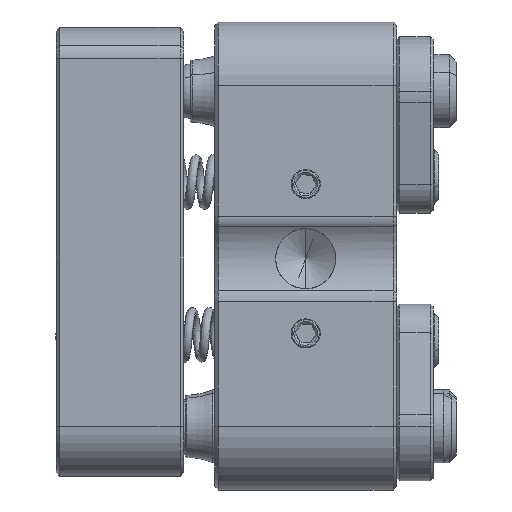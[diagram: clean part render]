
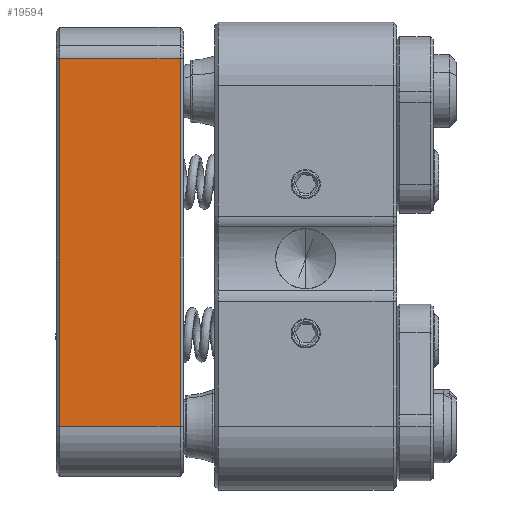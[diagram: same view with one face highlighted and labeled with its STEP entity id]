
A CAD part, front view. The second image highlights one B-rep face of the part: STEP entity #19594.
In plain terms, the highlighted planar face has unit normal (0, -1, 0).
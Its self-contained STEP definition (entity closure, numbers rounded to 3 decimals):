
#5 = CARTESIAN_POINT ( 'NONE',  ( -12.169, -11.95, -11.95 ) ) ;
#751 = ORIENTED_EDGE ( 'NONE', *, *, #20570, .T. ) ;
#763 = VERTEX_POINT ( 'NONE', #14088 ) ;
#1027 = EDGE_CURVE ( 'NONE', #763, #11999, #10079, .T. ) ;
#3109 = CARTESIAN_POINT ( 'NONE',  ( -11.969, -11.95, 10.985 ) ) ;
#4444 = CARTESIAN_POINT ( 'NONE',  ( -11.969, -11.95, -9.2 ) ) ;
#5038 = DIRECTION ( 'NONE',  ( 0., 0., 1. ) ) ;
#5176 = FACE_OUTER_BOUND ( 'NONE', #19375, .T. ) ;
#6821 = CARTESIAN_POINT ( 'NONE',  ( -12.169, -11.95, 10.985 ) ) ;
#7698 = DIRECTION ( 'NONE',  ( 0., -1., 0. ) ) ;
#8698 = VECTOR ( 'NONE', #14062, 1000. ) ;
#9309 = EDGE_CURVE ( 'NONE', #26285, #17087, #30666, .T. ) ;
#10040 = LINE ( 'NONE', #3109, #11438 ) ;
#10079 = LINE ( 'NONE', #5, #25680 ) ;
#11438 = VECTOR ( 'NONE', #27101, 1000. ) ;
#11999 = VERTEX_POINT ( 'NONE', #6821 ) ;
#13685 = VECTOR ( 'NONE', #25770, 1000. ) ;
#14062 = DIRECTION ( 'NONE',  ( 1., 0., 0. ) ) ;
#14088 = CARTESIAN_POINT ( 'NONE',  ( -12.169, -11.95, -9.2 ) ) ;
#15785 = CARTESIAN_POINT ( 'NONE',  ( -18.769, -11.95, -9.2 ) ) ;
#17087 = VERTEX_POINT ( 'NONE', #15785 ) ;
#17474 = ORIENTED_EDGE ( 'NONE', *, *, #9309, .T. ) ;
#17623 = DIRECTION ( 'NONE',  ( -1., 0., 0. ) ) ;
#18539 = EDGE_CURVE ( 'NONE', #17087, #763, #30995, .T. ) ;
#19375 = EDGE_LOOP ( 'NONE', ( #25136, #29275, #751, #17474 ) ) ;
#19594 = ADVANCED_FACE ( 'NONE', ( #5176 ), #24905, .T. ) ;
#20570 = EDGE_CURVE ( 'NONE', #11999, #26285, #10040, .T. ) ;
#20855 = AXIS2_PLACEMENT_3D ( 'NONE', #22520, #7698, #17623 ) ;
#21184 = CARTESIAN_POINT ( 'NONE',  ( -18.769, -11.95, -9.2 ) ) ;
#22520 = CARTESIAN_POINT ( 'NONE',  ( -11.969, -11.95, -11.95 ) ) ;
#24905 = PLANE ( 'NONE',  #20855 ) ;
#25136 = ORIENTED_EDGE ( 'NONE', *, *, #18539, .T. ) ;
#25680 = VECTOR ( 'NONE', #5038, 1000. ) ;
#25770 = DIRECTION ( 'NONE',  ( 0., 0., -1. ) ) ;
#26285 = VERTEX_POINT ( 'NONE', #31225 ) ;
#27101 = DIRECTION ( 'NONE',  ( -1., 0., 0. ) ) ;
#29275 = ORIENTED_EDGE ( 'NONE', *, *, #1027, .T. ) ;
#30666 = LINE ( 'NONE', #21184, #13685 ) ;
#30995 = LINE ( 'NONE', #4444, #8698 ) ;
#31225 = CARTESIAN_POINT ( 'NONE',  ( -18.769, -11.95, 10.985 ) ) ;
